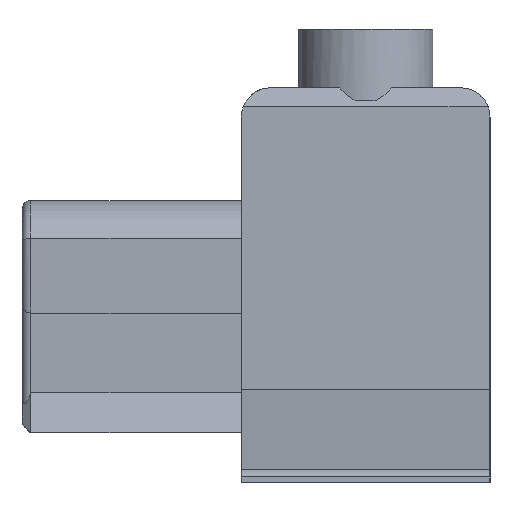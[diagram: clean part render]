
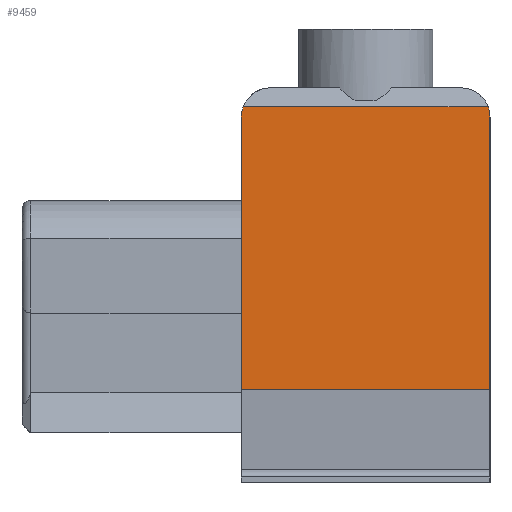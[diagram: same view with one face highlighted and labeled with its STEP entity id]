
A CAD part, left-side view. The second image highlights one B-rep face of the part: STEP entity #9459.
In plain terms, the highlighted planar face has unit normal (-1, 0, 0).
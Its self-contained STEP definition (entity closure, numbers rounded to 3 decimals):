
#317=CIRCLE('',#9952,1.);
#318=CIRCLE('',#9953,1.);
#926=ORIENTED_EDGE('',*,*,#2512,.F.);
#927=ORIENTED_EDGE('',*,*,#2925,.T.);
#928=ORIENTED_EDGE('',*,*,#2591,.T.);
#929=ORIENTED_EDGE('',*,*,#2926,.T.);
#930=ORIENTED_EDGE('',*,*,#2927,.F.);
#931=ORIENTED_EDGE('',*,*,#2928,.T.);
#2512=EDGE_CURVE('',#3530,#3531,#4181,.T.);
#2591=EDGE_CURVE('',#3610,#3609,#4248,.T.);
#2925=EDGE_CURVE('',#3530,#3610,#4499,.T.);
#2926=EDGE_CURVE('',#3609,#3904,#317,.T.);
#2927=EDGE_CURVE('',#3905,#3904,#4500,.T.);
#2928=EDGE_CURVE('',#3905,#3531,#318,.T.);
#3530=VERTEX_POINT('',#12592);
#3531=VERTEX_POINT('',#12594);
#3609=VERTEX_POINT('',#12751);
#3610=VERTEX_POINT('',#12753);
#3904=VERTEX_POINT('',#13439);
#3905=VERTEX_POINT('',#13441);
#4181=LINE('',#12593,#4932);
#4248=LINE('',#12752,#4999);
#4499=LINE('',#13437,#5250);
#4500=LINE('',#13440,#5251);
#4932=VECTOR('',#10514,1000.);
#4999=VECTOR('',#10607,1000.);
#5250=VECTOR('',#11138,1000.);
#5251=VECTOR('',#11141,1000.);
#5716=EDGE_LOOP('',(#926,#927,#928,#929,#930,#931));
#6130=FACE_BOUND('',#5716,.T.);
#6522=PLANE('',#9951);
#9459=ADVANCED_FACE('',(#6130),#6522,.T.);
#9951=AXIS2_PLACEMENT_3D('',#13436,#11136,#11137);
#9952=AXIS2_PLACEMENT_3D('',#13438,#11139,#11140);
#9953=AXIS2_PLACEMENT_3D('',#13442,#11142,#11143);
#10514=DIRECTION('',(0.,0.,1.));
#10607=DIRECTION('',(0.,0.,1.));
#11136=DIRECTION('',(-1.,0.,0.));
#11137=DIRECTION('',(0.,0.,1.));
#11138=DIRECTION('',(0.,-1.,0.));
#11139=DIRECTION('',(-1.,0.,0.));
#11140=DIRECTION('',(0.,0.,1.));
#11141=DIRECTION('',(0.,-1.,0.));
#11142=DIRECTION('',(-1.,0.,0.));
#11143=DIRECTION('',(0.,0.,1.));
#12592=CARTESIAN_POINT('',(-12.5,4.25,-3.));
#12593=CARTESIAN_POINT('',(-12.5,4.25,-6.2));
#12594=CARTESIAN_POINT('',(-12.5,4.25,6.3));
#12751=CARTESIAN_POINT('',(-12.5,-4.25,6.3));
#12752=CARTESIAN_POINT('',(-12.5,-4.25,-6.2));
#12753=CARTESIAN_POINT('',(-12.5,-4.25,-3.));
#13436=CARTESIAN_POINT('',(-12.5,-4.25,-6.2));
#13437=CARTESIAN_POINT('',(-12.5,26.565,-3.));
#13438=CARTESIAN_POINT('',(-12.5,-3.25,6.3));
#13439=CARTESIAN_POINT('',(-12.5,-4.187,6.65));
#13440=CARTESIAN_POINT('',(-12.5,4.25,6.65));
#13441=CARTESIAN_POINT('',(-12.5,4.187,6.65));
#13442=CARTESIAN_POINT('',(-12.5,3.25,6.3));
